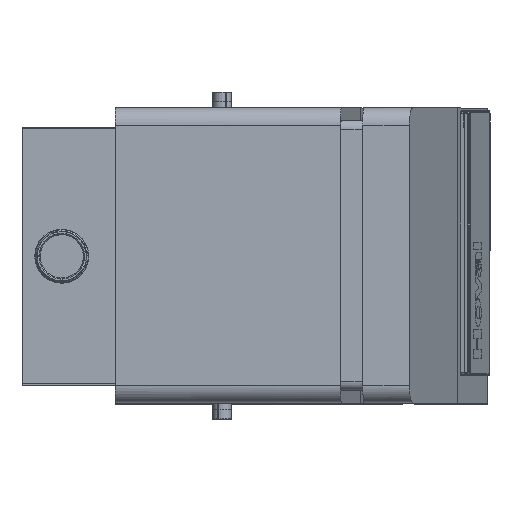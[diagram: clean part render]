
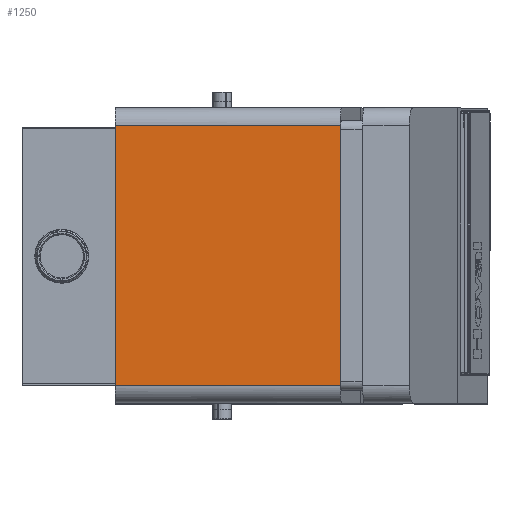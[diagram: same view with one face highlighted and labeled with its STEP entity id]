
A CAD part, top view. The second image highlights one B-rep face of the part: STEP entity #1250.
In plain terms, the highlighted planar face has unit normal (0, 0, 1).
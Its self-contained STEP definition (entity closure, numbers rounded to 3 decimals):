
#1191=CARTESIAN_POINT('Vertex',(-191.898,-229.,1400.)) ;
#1194=CARTESIAN_POINT('Line Origine',(-335.356,-229.,1400.)) ;
#1198=CARTESIAN_POINT('Vertex',(-588.,-229.,1400.)) ;
#1220=CARTESIAN_POINT('Axis2P3D Location',(-191.898,0.,1400.)) ;
#1225=CARTESIAN_POINT('Line Origine',(-389.949,229.,1400.)) ;
#1229=CARTESIAN_POINT('Vertex',(-588.,229.,1400.)) ;
#1231=CARTESIAN_POINT('Vertex',(-191.898,229.,1400.)) ;
#1234=CARTESIAN_POINT('Line Origine',(-588.,0.,1400.)) ;
#1239=CARTESIAN_POINT('Line Origine',(-191.898,0.,1400.)) ;
#1195=DIRECTION('Vector Direction',(-1.,0.,0.)) ;
#1221=DIRECTION('Axis2P3D Direction',(0.,0.,-1.)) ;
#1222=DIRECTION('Axis2P3D XDirection',(-1.,0.,0.)) ;
#1226=DIRECTION('Vector Direction',(-1.,0.,0.)) ;
#1235=DIRECTION('Vector Direction',(0.,1.,0.)) ;
#1240=DIRECTION('Vector Direction',(0.,1.,0.)) ;
#1223=AXIS2_PLACEMENT_3D('Plane Axis2P3D',#1220,#1221,#1222) ;
#1245=ORIENTED_EDGE('',*,*,#1233,.F.) ;
#1246=ORIENTED_EDGE('',*,*,#1238,.F.) ;
#1247=ORIENTED_EDGE('',*,*,#1200,.T.) ;
#1248=ORIENTED_EDGE('',*,*,#1243,.T.) ;
#1196=VECTOR('Line Direction',#1195,1.) ;
#1227=VECTOR('Line Direction',#1226,1.) ;
#1236=VECTOR('Line Direction',#1235,1.) ;
#1241=VECTOR('Line Direction',#1240,1.) ;
#1250=ADVANCED_FACE('K\X2\00F6\X0\rper.2',(#1249),#1224,.F.) ;
#1200=EDGE_CURVE('',#1199,#1192,#1197,.F.) ;
#1233=EDGE_CURVE('',#1230,#1232,#1228,.F.) ;
#1238=EDGE_CURVE('',#1199,#1230,#1237,.T.) ;
#1243=EDGE_CURVE('',#1192,#1232,#1242,.T.) ;
#1244=EDGE_LOOP('',(#1245,#1246,#1247,#1248)) ;
#1249=FACE_OUTER_BOUND('',#1244,.T.) ;
#1197=LINE('Line',#1194,#1196) ;
#1228=LINE('Line',#1225,#1227) ;
#1237=LINE('Line',#1234,#1236) ;
#1242=LINE('Line',#1239,#1241) ;
#1224=PLANE('',#1223) ;
#1192=VERTEX_POINT('',#1191) ;
#1199=VERTEX_POINT('',#1198) ;
#1230=VERTEX_POINT('',#1229) ;
#1232=VERTEX_POINT('',#1231) ;
